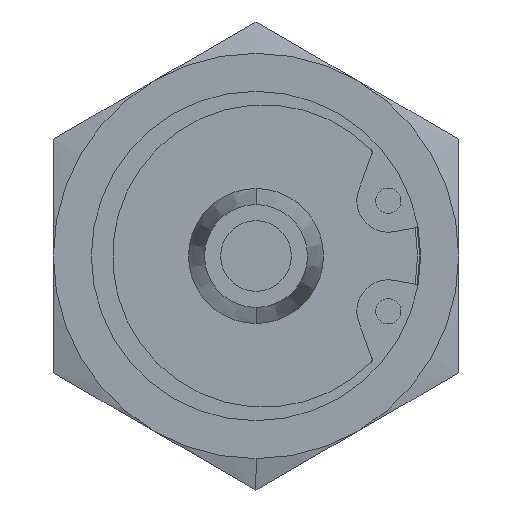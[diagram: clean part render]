
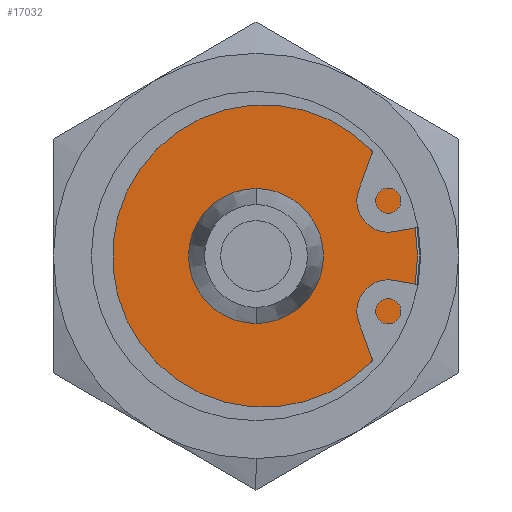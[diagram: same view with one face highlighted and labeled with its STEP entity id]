
A CAD part, left-side view. The second image highlights one B-rep face of the part: STEP entity #17032.
In plain terms, the highlighted planar face has unit normal (-1, 0, 0).
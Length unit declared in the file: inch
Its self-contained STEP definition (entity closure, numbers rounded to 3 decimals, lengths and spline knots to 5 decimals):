
#271 = CARTESIAN_POINT ( 'NONE',  ( -0.125, 0., 0.39875 ) ) ;
#1608 = DIRECTION ( 'NONE',  ( 0., 0., 1. ) ) ;
#2261 = EDGE_LOOP ( 'NONE', ( #13260, #16440 ) ) ;
#3708 = VERTEX_POINT ( 'NONE', #271 ) ;
#4161 = VERTEX_POINT ( 'NONE', #6426 ) ;
#4388 = CARTESIAN_POINT ( 'NONE',  ( -0.125, 0., 0. ) ) ;
#4892 = EDGE_CURVE ( 'NONE', #4161, #3708, #10974, .T. ) ;
#6066 = DIRECTION ( 'NONE',  ( -1., 0., 0. ) ) ;
#6382 = AXIS2_PLACEMENT_3D ( 'NONE', #13571, #13482, #9484 ) ;
#6426 = CARTESIAN_POINT ( 'NONE',  ( -0.125, 0., -0.39875 ) ) ;
#6567 = FACE_OUTER_BOUND ( 'NONE', #2261, .T. ) ;
#7860 = AXIS2_PLACEMENT_3D ( 'NONE', #17162, #11378, #10391 ) ;
#9484 = DIRECTION ( 'NONE',  ( 0., 0., 1. ) ) ;
#10391 = DIRECTION ( 'NONE',  ( 0., 0., 1. ) ) ;
#10974 = CIRCLE ( 'NONE', #7860, 0.39875 ) ;
#10989 = EDGE_CURVE ( 'NONE', #3708, #4161, #12413, .T. ) ;
#11378 = DIRECTION ( 'NONE',  ( -1., 0., 0. ) ) ;
#12413 = CIRCLE ( 'NONE', #17242, 0.39875 ) ;
#13260 = ORIENTED_EDGE ( 'NONE', *, *, #10989, .T. ) ;
#13482 = DIRECTION ( 'NONE',  ( -1., 0., 0. ) ) ;
#13571 = CARTESIAN_POINT ( 'NONE',  ( -0.125, 0.40375, 0. ) ) ;
#16440 = ORIENTED_EDGE ( 'NONE', *, *, #4892, .T. ) ;
#17032 = ADVANCED_FACE ( 'NONE', ( #6567 ), #17501, .T. ) ;
#17162 = CARTESIAN_POINT ( 'NONE',  ( -0.125, 0., 0. ) ) ;
#17242 = AXIS2_PLACEMENT_3D ( 'NONE', #4388, #6066, #1608 ) ;
#17501 = PLANE ( 'NONE',  #6382 ) ;
